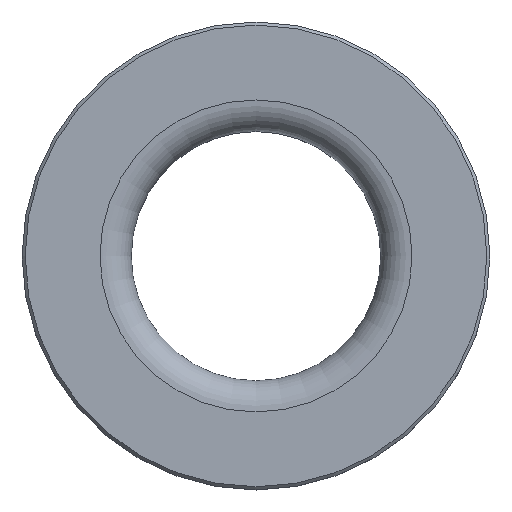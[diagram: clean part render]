
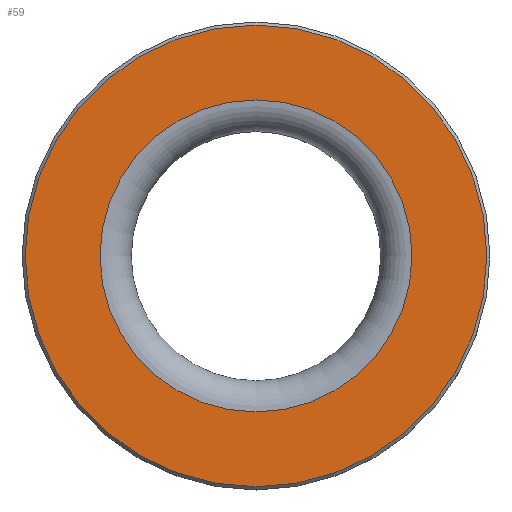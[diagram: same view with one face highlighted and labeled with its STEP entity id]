
A CAD part, top view. The second image highlights one B-rep face of the part: STEP entity #59.
In plain terms, the highlighted planar face has unit normal (0, 0, 1).
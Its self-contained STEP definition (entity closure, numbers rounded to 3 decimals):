
#59 = ADVANCED_FACE( '', ( #126, #127 ), #128, .F. );
#126 = FACE_OUTER_BOUND( '', #193, .T. );
#127 = FACE_BOUND( '', #194, .T. );
#128 = PLANE( '', #195 );
#193 = EDGE_LOOP( '', ( #274 ) );
#194 = EDGE_LOOP( '', ( #275 ) );
#195 = AXIS2_PLACEMENT_3D( '', #276, #277, #278 );
#274 = ORIENTED_EDGE( '', *, *, #307, .T. );
#275 = ORIENTED_EDGE( '', *, *, #324, .T. );
#276 = CARTESIAN_POINT( '', ( 0., 0., 16. ) );
#277 = DIRECTION( '', ( 0., 0., -1. ) );
#278 = DIRECTION( '', ( -1., 0., 0. ) );
#307 = EDGE_CURVE( '', #339, #339, #340, .F. );
#324 = EDGE_CURVE( '', #366, #366, #367, .T. );
#339 = VERTEX_POINT( '', #384 );
#340 = CIRCLE( '', #385, 14.8 );
#366 = VERTEX_POINT( '', #411 );
#367 = CIRCLE( '', #412, 10. );
#384 = CARTESIAN_POINT( '', ( -14.8, 0., 16. ) );
#385 = AXIS2_PLACEMENT_3D( '', #429, #430, #431 );
#411 = CARTESIAN_POINT( '', ( -10., 0., 16. ) );
#412 = AXIS2_PLACEMENT_3D( '', #459, #460, #461 );
#429 = CARTESIAN_POINT( '', ( 0., 0., 16. ) );
#430 = DIRECTION( '', ( 0., 0., -1. ) );
#431 = DIRECTION( '', ( -1., 0., 0. ) );
#459 = CARTESIAN_POINT( '', ( 0., 0., 16. ) );
#460 = DIRECTION( '', ( 0., 0., -1. ) );
#461 = DIRECTION( '', ( -1., 0., 0. ) );
